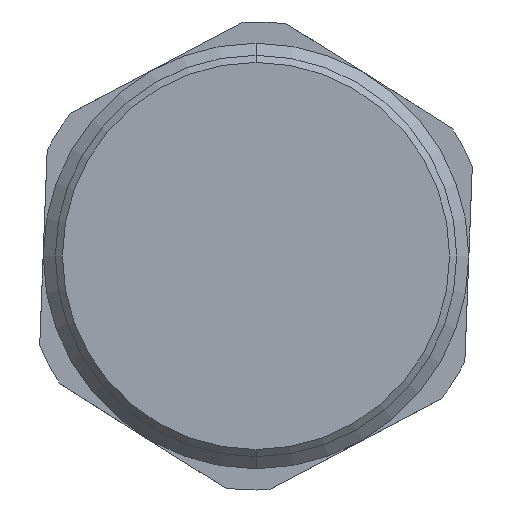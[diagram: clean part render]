
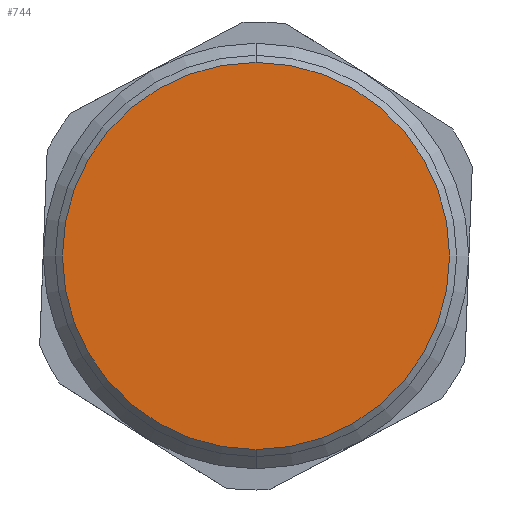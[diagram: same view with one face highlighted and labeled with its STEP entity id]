
A CAD part, front view. The second image highlights one B-rep face of the part: STEP entity #744.
In plain terms, the highlighted planar face has unit normal (0, -1, 0).
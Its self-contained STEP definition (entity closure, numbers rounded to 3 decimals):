
#93 = FACE_OUTER_BOUND ( 'NONE', #360, .T. ) ;
#99 = AXIS2_PLACEMENT_3D ( 'NONE', #1080, #1079, #1078 ) ;
#122 = AXIS2_PLACEMENT_3D ( 'NONE', #1303, #1298, #1297 ) ;
#297 = VERTEX_POINT ( 'NONE', #1350 ) ;
#299 = VERTEX_POINT ( 'NONE', #1291 ) ;
#360 = EDGE_LOOP ( 'NONE', ( #487, #552 ) ) ;
#487 = ORIENTED_EDGE ( 'NONE', *, *, #788, .T. ) ;
#552 = ORIENTED_EDGE ( 'NONE', *, *, #685, .T. ) ;
#638 = CIRCLE ( 'NONE', #1491, 13.65 ) ;
#680 = CIRCLE ( 'NONE', #122, 13.65 ) ;
#685 = EDGE_CURVE ( 'NONE', #299, #297, #680, .T. ) ;
#744 = ADVANCED_FACE ( 'NONE', ( #93 ), #1081, .F. ) ;
#788 = EDGE_CURVE ( 'NONE', #297, #299, #638, .T. ) ;
#923 = DIRECTION ( 'NONE',  ( 0., 0., 1. ) ) ;
#924 = DIRECTION ( 'NONE',  ( 0., -1., 0. ) ) ;
#925 = CARTESIAN_POINT ( 'NONE',  ( 0., 0., 0. ) ) ;
#1078 = DIRECTION ( 'NONE',  ( 0., 0., 1. ) ) ;
#1079 = DIRECTION ( 'NONE',  ( 0., 1., 0. ) ) ;
#1080 = CARTESIAN_POINT ( 'NONE',  ( 0., 0., 0. ) ) ;
#1081 = PLANE ( 'NONE',  #99 ) ;
#1291 = CARTESIAN_POINT ( 'NONE',  ( 0., 0., -13.65 ) ) ;
#1297 = DIRECTION ( 'NONE',  ( 0., 0., 1. ) ) ;
#1298 = DIRECTION ( 'NONE',  ( 0., -1., 0. ) ) ;
#1303 = CARTESIAN_POINT ( 'NONE',  ( 0., 0., 0. ) ) ;
#1350 = CARTESIAN_POINT ( 'NONE',  ( 0., 0., 13.65 ) ) ;
#1491 = AXIS2_PLACEMENT_3D ( 'NONE', #925, #924, #923 ) ;
